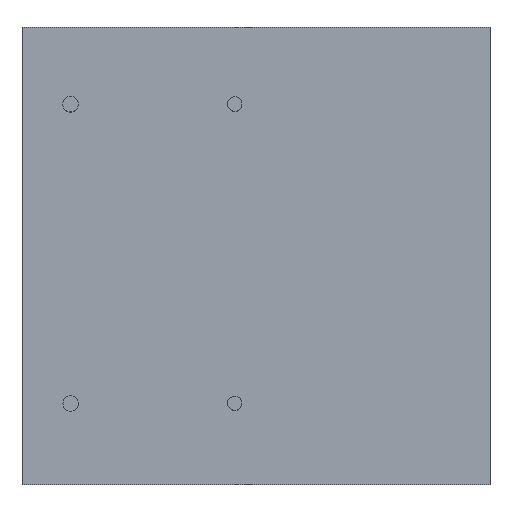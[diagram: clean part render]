
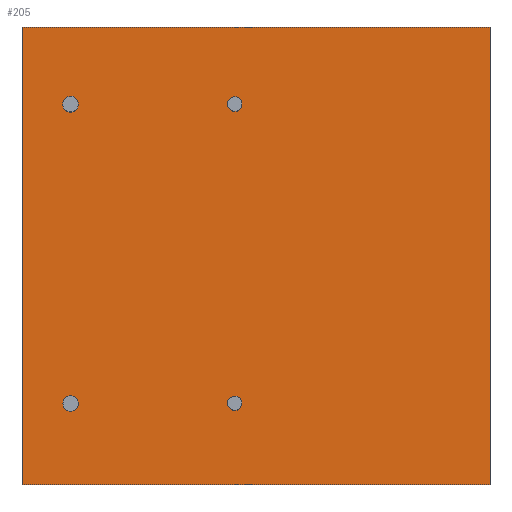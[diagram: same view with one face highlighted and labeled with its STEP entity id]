
A CAD part, top view. The second image highlights one B-rep face of the part: STEP entity #205.
In plain terms, the highlighted planar face has unit normal (0, 0, 1).
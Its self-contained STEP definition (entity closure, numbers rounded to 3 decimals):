
#15=FACE_BOUND('',#56,.T.);
#16=FACE_BOUND('',#57,.T.);
#17=FACE_BOUND('',#58,.T.);
#18=FACE_BOUND('',#59,.T.);
#27=PLANE('',#229);
#41=FACE_OUTER_BOUND('',#55,.T.);
#55=EDGE_LOOP('',(#177,#178,#179,#180));
#56=EDGE_LOOP('',(#181));
#57=EDGE_LOOP('',(#182));
#58=EDGE_LOOP('',(#183));
#59=EDGE_LOOP('',(#184));
#67=LINE('',#329,#83);
#70=LINE('',#335,#86);
#73=LINE('',#341,#89);
#76=LINE('',#345,#92);
#83=VECTOR('',#273,10.);
#86=VECTOR('',#278,10.);
#89=VECTOR('',#283,10.);
#92=VECTOR('',#288,10.);
#94=CIRCLE('',#211,1.233);
#96=CIRCLE('',#215,1.253);
#98=CIRCLE('',#219,1.334);
#100=CIRCLE('',#223,1.371);
#102=VERTEX_POINT('',#297);
#104=VERTEX_POINT('',#304);
#106=VERTEX_POINT('',#311);
#108=VERTEX_POINT('',#318);
#111=VERTEX_POINT('',#326);
#112=VERTEX_POINT('',#328);
#114=VERTEX_POINT('',#334);
#116=VERTEX_POINT('',#340);
#119=EDGE_CURVE('',#102,#102,#94,.T.);
#122=EDGE_CURVE('',#104,#104,#96,.T.);
#125=EDGE_CURVE('',#106,#106,#98,.T.);
#128=EDGE_CURVE('',#108,#108,#100,.T.);
#131=EDGE_CURVE('',#112,#111,#67,.T.);
#134=EDGE_CURVE('',#114,#112,#70,.T.);
#137=EDGE_CURVE('',#116,#114,#73,.T.);
#140=EDGE_CURVE('',#111,#116,#76,.T.);
#177=ORIENTED_EDGE('',*,*,#140,.T.);
#178=ORIENTED_EDGE('',*,*,#137,.T.);
#179=ORIENTED_EDGE('',*,*,#134,.T.);
#180=ORIENTED_EDGE('',*,*,#131,.T.);
#181=ORIENTED_EDGE('',*,*,#119,.T.);
#182=ORIENTED_EDGE('',*,*,#122,.T.);
#183=ORIENTED_EDGE('',*,*,#125,.T.);
#184=ORIENTED_EDGE('',*,*,#128,.T.);
#205=ADVANCED_FACE('',(#41,#15,#16,#17,#18),#27,.T.);
#211=AXIS2_PLACEMENT_3D('',#299,#238,#239);
#215=AXIS2_PLACEMENT_3D('',#306,#247,#248);
#219=AXIS2_PLACEMENT_3D('',#313,#256,#257);
#223=AXIS2_PLACEMENT_3D('',#320,#265,#266);
#229=AXIS2_PLACEMENT_3D('',#346,#289,#290);
#238=DIRECTION('center_axis',(0.,0.,-1.));
#239=DIRECTION('ref_axis',(1.,0.,0.));
#247=DIRECTION('center_axis',(0.,0.,-1.));
#248=DIRECTION('ref_axis',(1.,0.,0.));
#256=DIRECTION('center_axis',(0.,0.,-1.));
#257=DIRECTION('ref_axis',(1.,0.,0.));
#265=DIRECTION('center_axis',(0.,0.,-1.));
#266=DIRECTION('ref_axis',(1.,0.,0.));
#273=DIRECTION('',(1.,0.,0.));
#278=DIRECTION('',(0.,-1.,0.));
#283=DIRECTION('',(-1.,0.,0.));
#288=DIRECTION('',(0.,1.,0.));
#289=DIRECTION('center_axis',(0.,0.,1.));
#290=DIRECTION('ref_axis',(1.,0.,0.));
#297=CARTESIAN_POINT('',(188.847,-96.085,0.));
#299=CARTESIAN_POINT('Origin',(190.08,-96.085,0.));
#304=CARTESIAN_POINT('',(188.847,-44.1,0.));
#306=CARTESIAN_POINT('Origin',(190.1,-44.1,0.));
#311=CARTESIAN_POINT('',(160.238,-96.14,0.));
#313=CARTESIAN_POINT('Origin',(161.572,-96.14,0.));
#318=CARTESIAN_POINT('',(160.201,-44.109,0.));
#320=CARTESIAN_POINT('Origin',(161.572,-44.109,0.));
#326=CARTESIAN_POINT('',(234.453,-110.234,0.));
#328=CARTESIAN_POINT('',(153.129,-110.234,0.));
#329=CARTESIAN_POINT('',(153.129,-110.234,0.));
#334=CARTESIAN_POINT('',(153.129,-30.698,0.));
#335=CARTESIAN_POINT('',(153.129,-30.698,0.));
#340=CARTESIAN_POINT('',(234.453,-30.698,0.));
#341=CARTESIAN_POINT('',(234.453,-30.698,0.));
#345=CARTESIAN_POINT('',(234.453,-110.234,0.));
#346=CARTESIAN_POINT('Origin',(193.791,-70.466,0.));
